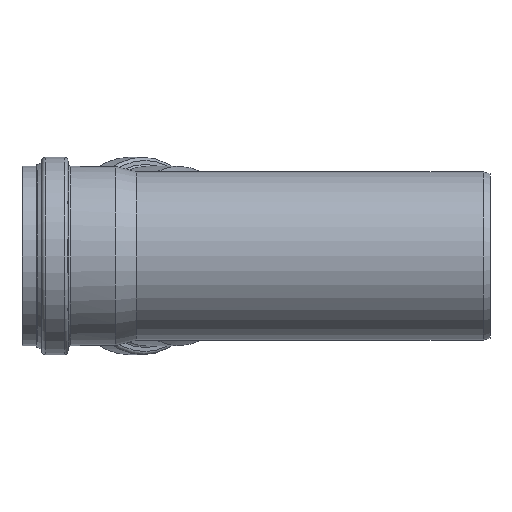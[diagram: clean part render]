
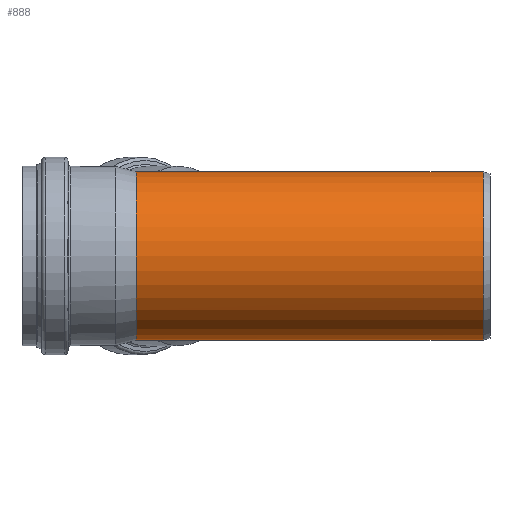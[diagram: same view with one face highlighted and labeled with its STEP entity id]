
A CAD part, left-side view. The second image highlights one B-rep face of the part: STEP entity #888.
In plain terms, the highlighted cylindrical face has radius 100.1 mm (diameter 200.2 mm), a full revolution.
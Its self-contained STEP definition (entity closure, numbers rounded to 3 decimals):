
#103=FACE_BOUND('',#379,.T.);
#173=CIRCLE('',#1008,100.1);
#174=CIRCLE('',#1010,100.1);
#215=CYLINDRICAL_SURFACE('',#1009,100.1);
#266=FACE_OUTER_BOUND('',#378,.T.);
#378=EDGE_LOOP('',(#769,#770,#771,#772,#773,#774));
#379=EDGE_LOOP('',(#775));
#447=B_SPLINE_CURVE_WITH_KNOTS('',3,(#1550,#1551,#1552,#1553,#1554,#1555),
 .UNSPECIFIED.,.F.,.F.,(4,2,4),(0.,0.02,0.033),
 .UNSPECIFIED.);
#453=B_SPLINE_CURVE_WITH_KNOTS('',3,(#1801,#1802,#1803,#1804,#1805,#1806,
#1807,#1808),.UNSPECIFIED.,.F.,.F.,(4,2,2,4),(1.526,1.54,
1.56,1.581),.UNSPECIFIED.);
#461=ELLIPSE('',#925,266.041,100.1);
#463=ELLIPSE('',#927,108.667,100.1);
#464=ELLIPSE('',#928,266.041,100.1);
#475=VERTEX_POINT('',#1520);
#476=VERTEX_POINT('',#1549);
#478=VERTEX_POINT('',#1630);
#479=VERTEX_POINT('',#1685);
#480=VERTEX_POINT('',#1730);
#483=VERTEX_POINT('',#1795);
#523=VERTEX_POINT('',#1959);
#560=EDGE_CURVE('',#476,#475,#447,.T.);
#565=EDGE_CURVE('',#478,#475,#461,.T.);
#567=EDGE_CURVE('',#479,#478,#463,.T.);
#568=EDGE_CURVE('',#480,#479,#464,.T.);
#572=EDGE_CURVE('',#480,#483,#453,.T.);
#617=EDGE_CURVE('',#483,#476,#173,.T.);
#618=EDGE_CURVE('',#523,#523,#174,.T.);
#769=ORIENTED_EDGE('',*,*,#572,.T.);
#770=ORIENTED_EDGE('',*,*,#617,.T.);
#771=ORIENTED_EDGE('',*,*,#560,.T.);
#772=ORIENTED_EDGE('',*,*,#565,.F.);
#773=ORIENTED_EDGE('',*,*,#567,.F.);
#774=ORIENTED_EDGE('',*,*,#568,.F.);
#775=ORIENTED_EDGE('',*,*,#618,.F.);
#888=ADVANCED_FACE('',(#266,#103),#215,.T.);
#925=AXIS2_PLACEMENT_3D('',#1632,#1079,#1080);
#927=AXIS2_PLACEMENT_3D('',#1687,#1083,#1084);
#928=AXIS2_PLACEMENT_3D('',#1731,#1085,#1086);
#1008=AXIS2_PLACEMENT_3D('',#1957,#1245,#1246);
#1009=AXIS2_PLACEMENT_3D('',#1958,#1247,#1248);
#1010=AXIS2_PLACEMENT_3D('',#1960,#1249,#1250);
#1079=DIRECTION('center_axis',(0.927,-0.376,0.));
#1080=DIRECTION('ref_axis',(0.376,0.927,0.));
#1083=DIRECTION('center_axis',(0.389,0.921,0.));
#1084=DIRECTION('ref_axis',(0.921,-0.389,0.));
#1085=DIRECTION('center_axis',(0.927,-0.376,0.));
#1086=DIRECTION('ref_axis',(0.376,0.927,0.));
#1245=DIRECTION('center_axis',(0.,-1.,0.));
#1246=DIRECTION('ref_axis',(1.,0.,0.));
#1247=DIRECTION('center_axis',(0.,-1.,0.));
#1248=DIRECTION('ref_axis',(1.,0.,0.));
#1249=DIRECTION('center_axis',(0.,-1.,0.));
#1250=DIRECTION('ref_axis',(1.,0.,0.));
#1520=CARTESIAN_POINT('',(93.896,421.015,-34.691));
#1549=CARTESIAN_POINT('',(93.79,421.116,-34.979));
#1550=CARTESIAN_POINT('Ctrl Pts',(93.79,421.116,-34.979));
#1551=CARTESIAN_POINT('Ctrl Pts',(93.813,421.116,-34.915));
#1552=CARTESIAN_POINT('Ctrl Pts',(93.837,421.104,-34.852));
#1553=CARTESIAN_POINT('Ctrl Pts',(93.872,421.062,-34.757));
#1554=CARTESIAN_POINT('Ctrl Pts',(93.885,421.041,-34.723));
#1555=CARTESIAN_POINT('Ctrl Pts',(93.896,421.015,-34.691));
#1630=CARTESIAN_POINT('',(0.,189.8,-100.1));
#1632=CARTESIAN_POINT('Origin',(0.,189.8,0.));
#1685=CARTESIAN_POINT('',(0.,189.8,100.1));
#1687=CARTESIAN_POINT('Origin',(0.,189.8,0.));
#1730=CARTESIAN_POINT('',(93.896,421.015,34.691));
#1731=CARTESIAN_POINT('Origin',(0.,189.8,0.));
#1795=CARTESIAN_POINT('',(93.79,421.116,34.979));
#1801=CARTESIAN_POINT('Ctrl Pts',(93.896,421.015,34.691));
#1802=CARTESIAN_POINT('Ctrl Pts',(93.889,421.032,34.712));
#1803=CARTESIAN_POINT('Ctrl Pts',(93.88,421.048,34.735));
#1804=CARTESIAN_POINT('Ctrl Pts',(93.859,421.079,34.792));
#1805=CARTESIAN_POINT('Ctrl Pts',(93.846,421.093,34.826));
#1806=CARTESIAN_POINT('Ctrl Pts',(93.819,421.112,34.901));
#1807=CARTESIAN_POINT('Ctrl Pts',(93.804,421.116,34.94));
#1808=CARTESIAN_POINT('Ctrl Pts',(93.79,421.116,34.979));
#1957=CARTESIAN_POINT('Origin',(0.,421.116,0.));
#1958=CARTESIAN_POINT('Origin',(0.,214.558,0.));
#1959=CARTESIAN_POINT('',(100.1,8.,0.));
#1960=CARTESIAN_POINT('Origin',(0.,8.,0.));
